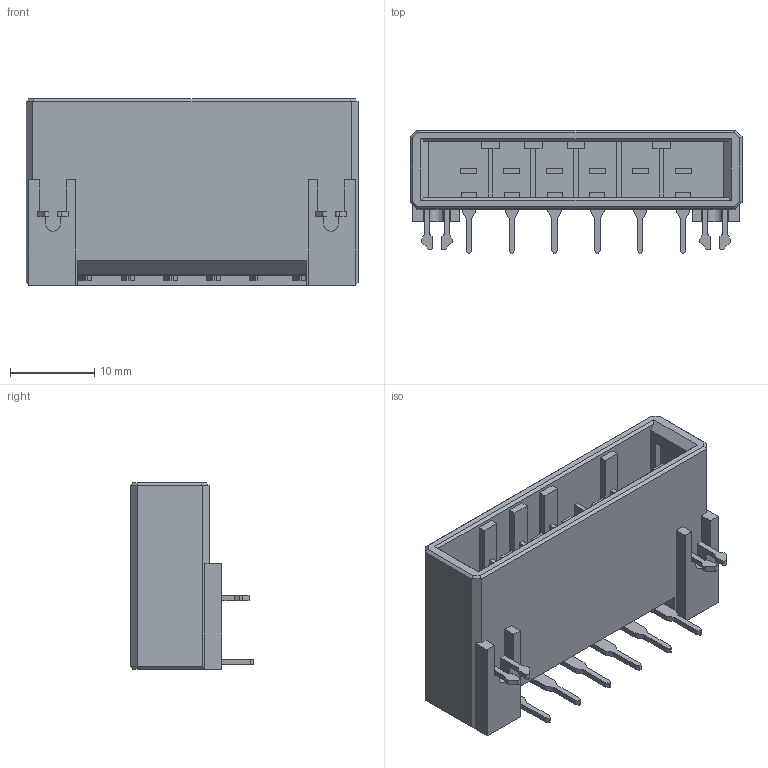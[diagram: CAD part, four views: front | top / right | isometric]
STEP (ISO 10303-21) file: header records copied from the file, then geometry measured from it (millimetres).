
FILE_DESCRIPTION((''),'2;1');
FILE_NAME('C-2-316131-2','2007-12-27T',('workeradm'),('Tyco Electronics Corporation'),'PRO/ENGINEER BY PARAMETRIC TECHNOLOGY CORPORATION, 2005450','PRO/ENGINEER BY PARAMETRIC TECHNOLOGY CORPORATION, 2005450','');
FILE_SCHEMA(('CONFIG_CONTROL_DESIGN', 'GEOMETRIC_VALIDATION_PROPERTIES_MIM'));
Length unit declared in the file: millimetre
Products named in the file (1): C-2-316131-2
Bounding box: 39.4 x 14.65 x 22.1 mm (x, y, z)
Volume: 4324.1 mm3; surface area: 6032.7 mm2
Topology: 1 solids, 1 shells, 302 faces, 845 edges, 556 vertices
Faces by surface type: plane 275, cylinder 27
Entity records: 9664 total; most frequent: CARTESIAN_POINT 1704, ORIENTED_EDGE 1690, DIRECTION 1503, EDGE_CURVE 845, VECTOR 791, LINE 791, VERTEX_POINT 556, AXIS2_PLACEMENT_3D 356
